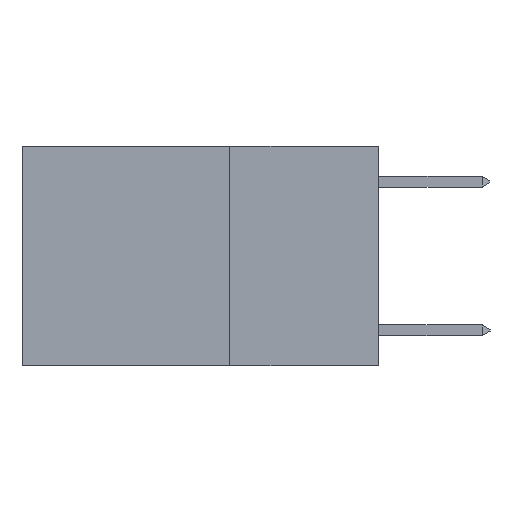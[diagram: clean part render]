
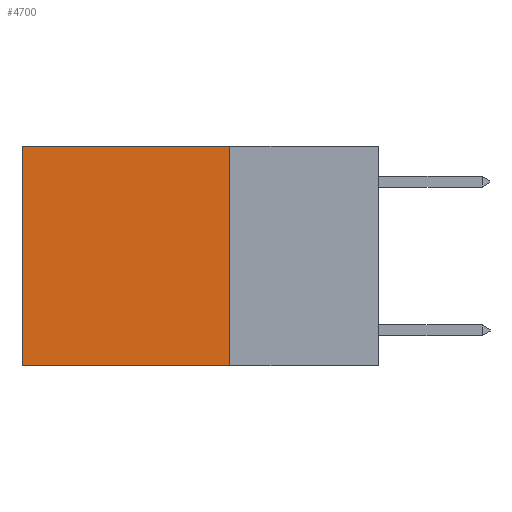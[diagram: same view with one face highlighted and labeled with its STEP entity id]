
A CAD part, left-side view. The second image highlights one B-rep face of the part: STEP entity #4700.
In plain terms, the highlighted planar face has unit normal (-1, 0, 0).
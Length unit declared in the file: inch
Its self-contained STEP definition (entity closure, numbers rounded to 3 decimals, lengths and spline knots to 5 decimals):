
#16 = CARTESIAN_POINT ( 'NONE',  ( 0.2625, 0.6, 0. ) ) ;
#121 = LINE ( 'NONE', #1572, #3344 ) ;
#342 = EDGE_CURVE ( 'NONE', #6398, #8647, #121, .T. ) ;
#625 = EDGE_CURVE ( 'NONE', #5888, #5755, #6681, .T. ) ;
#802 = CARTESIAN_POINT ( 'NONE',  ( 0.2625, 0.25, 0. ) ) ;
#844 = EDGE_CURVE ( 'NONE', #5888, #6398, #8645, .T. ) ;
#1240 = EDGE_CURVE ( 'NONE', #5755, #8647, #4156, .T. ) ;
#1267 = CARTESIAN_POINT ( 'NONE',  ( 0.2625, 0.25, 0. ) ) ;
#1344 = VECTOR ( 'NONE', #6141, 39.37008 ) ;
#1572 = CARTESIAN_POINT ( 'NONE',  ( 0.2625, 0.25, -0.37 ) ) ;
#2869 = AXIS2_PLACEMENT_3D ( 'NONE', #1267, #3847, #8714 ) ;
#3344 = VECTOR ( 'NONE', #5331, 39.37008 ) ;
#3778 = ORIENTED_EDGE ( 'NONE', *, *, #1240, .T. ) ;
#3847 = DIRECTION ( 'NONE',  ( 1., 0., 0. ) ) ;
#4156 = LINE ( 'NONE', #5582, #7667 ) ;
#4653 = EDGE_LOOP ( 'NONE', ( #3778, #5052, #6861, #5267 ) ) ;
#4700 = ADVANCED_FACE ( 'NONE', ( #7726 ), #8031, .F. ) ;
#4808 = CARTESIAN_POINT ( 'NONE',  ( 0.2625, 0.25, 0. ) ) ;
#5052 = ORIENTED_EDGE ( 'NONE', *, *, #342, .F. ) ;
#5156 = CARTESIAN_POINT ( 'NONE',  ( 0.2625, 0.6, -0.37 ) ) ;
#5267 = ORIENTED_EDGE ( 'NONE', *, *, #625, .T. ) ;
#5268 = DIRECTION ( 'NONE',  ( 0., 0., -1. ) ) ;
#5331 = DIRECTION ( 'NONE',  ( 0., 1., 0. ) ) ;
#5582 = CARTESIAN_POINT ( 'NONE',  ( 0.2625, 0.6, 0. ) ) ;
#5731 = DIRECTION ( 'NONE',  ( 0., 0., -1. ) ) ;
#5755 = VERTEX_POINT ( 'NONE', #16 ) ;
#5888 = VERTEX_POINT ( 'NONE', #4808 ) ;
#6141 = DIRECTION ( 'NONE',  ( 0., 1., 0. ) ) ;
#6398 = VERTEX_POINT ( 'NONE', #6908 ) ;
#6681 = LINE ( 'NONE', #802, #1344 ) ;
#6776 = VECTOR ( 'NONE', #5268, 39.37008 ) ;
#6861 = ORIENTED_EDGE ( 'NONE', *, *, #844, .F. ) ;
#6908 = CARTESIAN_POINT ( 'NONE',  ( 0.2625, 0.25, -0.37 ) ) ;
#7667 = VECTOR ( 'NONE', #5731, 39.37008 ) ;
#7726 = FACE_OUTER_BOUND ( 'NONE', #4653, .T. ) ;
#8031 = PLANE ( 'NONE',  #2869 ) ;
#8398 = CARTESIAN_POINT ( 'NONE',  ( 0.2625, 0.25, 0. ) ) ;
#8645 = LINE ( 'NONE', #8398, #6776 ) ;
#8647 = VERTEX_POINT ( 'NONE', #5156 ) ;
#8714 = DIRECTION ( 'NONE',  ( 0., 0., -1. ) ) ;
